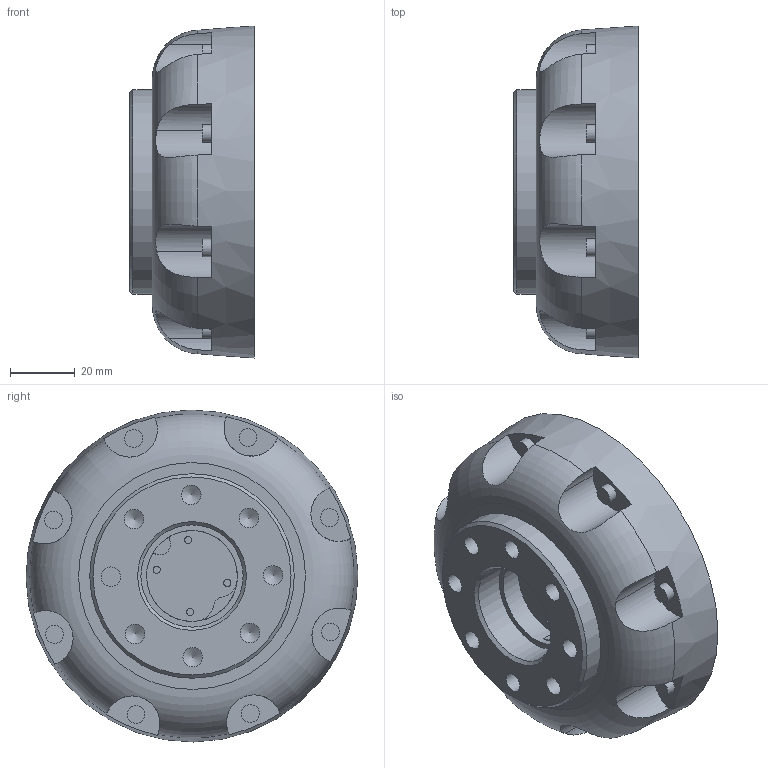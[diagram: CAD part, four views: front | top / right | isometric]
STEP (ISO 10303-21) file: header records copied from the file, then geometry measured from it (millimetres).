
FILE_DESCRIPTION(('HOOPS Exchange Step'),'2;1');
FILE_NAME('temp_export','2023-05-18T14:18:22+01:00',('jorgemartins'),('Shapr3D Limited'),'HOOPS Exchange 2022.2','Shapr3D','Authorized');
FILE_SCHEMA( ('AUTOMOTIVE_DESIGN { 1 0 10303 214 1 1 1 1 }') );
Length unit declared in the file: millimetre
Products named in the file (2): LBR Med 7 R800.stp; root
Assembly tree (1 placements, depth 2):
  root
    LBR Med 7 R800.stp
Bounding box: 38.4 x 102.25 x 102.25 mm (x, y, z)
Volume: 206110 mm3; surface area: 30803.9 mm2
Topology: 1 solids, 1 shells, 84 faces, 194 edges, 129 vertices
Faces by surface type: cylinder 44, plane 29, cone 10, torus 1
Full cylindrical faces by diameter (mm): 2.2 x4, 5.5 x8, 6 x8, 28 x1, 31.5 x1, 63 x1, 97 x1
Entity records: 3707 total; most frequent: CARTESIAN_POINT 1674, DIRECTION 442, ORIENTED_EDGE 374, AXIS2_PLACEMENT_3D 197, EDGE_CURVE 187, VERTEX_POINT 129, CIRCLE 111, EDGE_LOOP 108
